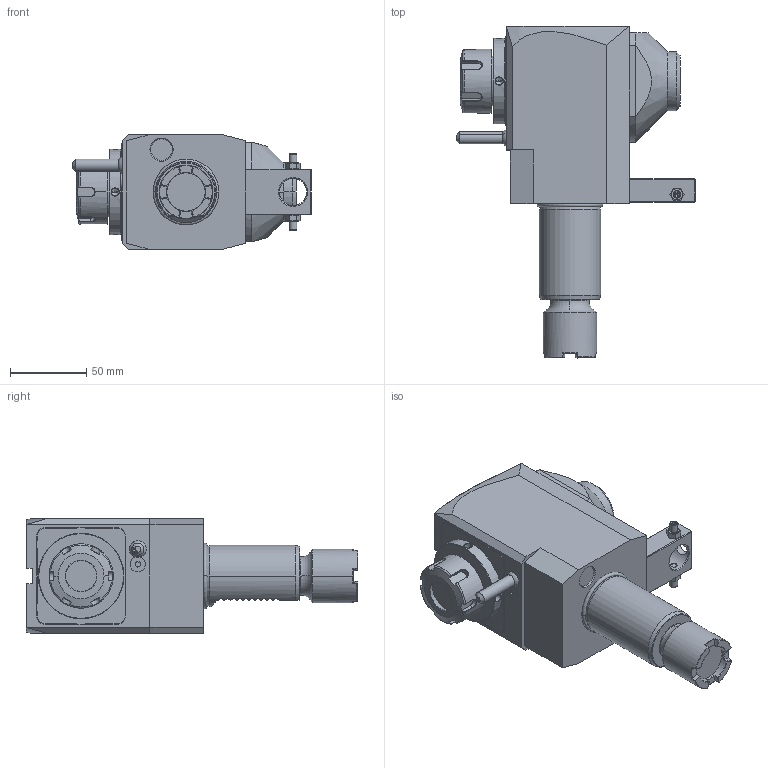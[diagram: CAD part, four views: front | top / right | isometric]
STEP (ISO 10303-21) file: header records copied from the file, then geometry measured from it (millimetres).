
FILE_DESCRIPTION((''),'2;1');
FILE_NAME('NGT1_40_251_25_3_2_80JB','2022-02-15T',('vali'),('NOVA GRUP'),'PRO/ENGINEER BY PARAMETRIC TECHNOLOGY CORPORATION, 2010280','PRO/ENGINEER BY PARAMETRIC TECHNOLOGY CORPORATION, 2010280','');
FILE_SCHEMA(('CONFIG_CONTROL_DESIGN'));
Length unit declared in the file: millimetre
Products named in the file (1): NGT1_40_251_25_3_2_80JB
Bounding box: 156.14 x 217 x 75 mm (x, y, z)
Volume: 930547.7 mm3; surface area: 78019.9 mm2
Topology: 1 solids, 1 shells, 478 faces, 1215 edges, 743 vertices
Faces by surface type: plane 203, cone 89, cylinder 89, bspline 78, torus 15, extrusion 2, sphere 2
Entity records: 20314 total; most frequent: CARTESIAN_POINT 9743, ORIENTED_EDGE 2390, DIRECTION 1835, EDGE_CURVE 1195, VERTEX_POINT 743, AXIS2_PLACEMENT_3D 642, VECTOR 551, LINE 549
